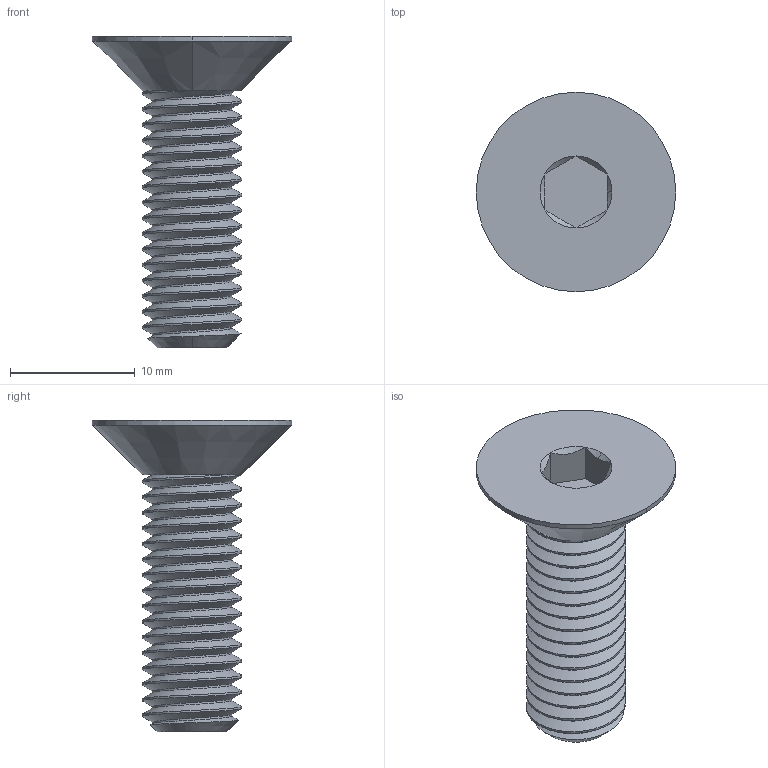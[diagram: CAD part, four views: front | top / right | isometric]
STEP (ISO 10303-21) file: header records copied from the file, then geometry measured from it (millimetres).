
FILE_DESCRIPTION (( 'STEP AP203' ), '1' );
FILE_NAME ('91294A286_Black-Oxide Alloy Steel Hex Drive Flat Head Screw.STEP', '2025-04-15T15:53:24', ( 'Administrator' ), ( 'Managed by Terraform' ), 'SwSTEP 2.0', 'SolidWorks 2017', '' );
FILE_SCHEMA (( 'CONFIG_CONTROL_DESIGN' ));
Length unit declared in the file: millimetre
Products named in the file (1): 91294A286_Black-Oxide Alloy Steel Hex Drive Flat Head Screw
Bounding box: 16 x 16 x 25 mm (x, y, z)
Volume: 1316.7 mm3; surface area: 1325.3 mm2
Topology: 1 solids, 1 shells, 58 faces, 149 edges, 94 vertices
Faces by surface type: cylinder 34, cone 11, plane 10, bspline 3
Entity records: 4712 total; most frequent: CARTESIAN_POINT 3454, ORIENTED_EDGE 298, DIRECTION 198, EDGE_CURVE 149, VERTEX_POINT 94, AXIS2_PLACEMENT_3D 74, EDGE_LOOP 59, ADVANCED_FACE 58
